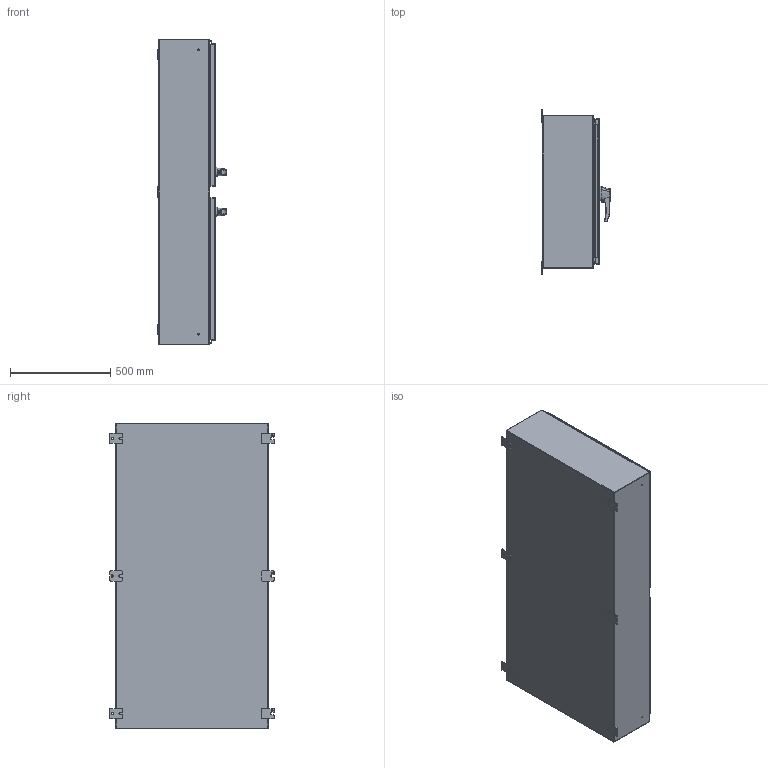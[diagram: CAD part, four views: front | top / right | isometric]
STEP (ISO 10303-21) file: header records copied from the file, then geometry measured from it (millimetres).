
FILE_DESCRIPTION (( 'STEP AP214' ), '1' );
FILE_NAME ('HN4WM306010S16.STEP', '2019-08-28T17:04:49', ( '' ), ( '' ), 'SwSTEP 2.0', 'SolidWorks 2018', '' );
FILE_SCHEMA (( 'AUTOMOTIVE_DESIGN' ));
Length unit declared in the file: inch
Products named in the file (1): HN4WM306010S16
Bounding box: 341 x 819.15 x 1524 mm (x, y, z)
Volume: 13107856.4 mm3; surface area: 10707672.2 mm2
Topology: 103 solids, 105 shells, 2768 faces, 7041 edges, 4528 vertices
Faces by surface type: plane 1307, cylinder 1179, bspline 150, cone 132
Entity records: 133363 total; most frequent: CARTESIAN_POINT 29294, ORIENTED_EDGE 14054, DIRECTION 13793, EDGE_CURVE 7027, AXIS2_PLACEMENT_3D 4967, VERTEX_POINT 4528, LINE 3859, VECTOR 3859
